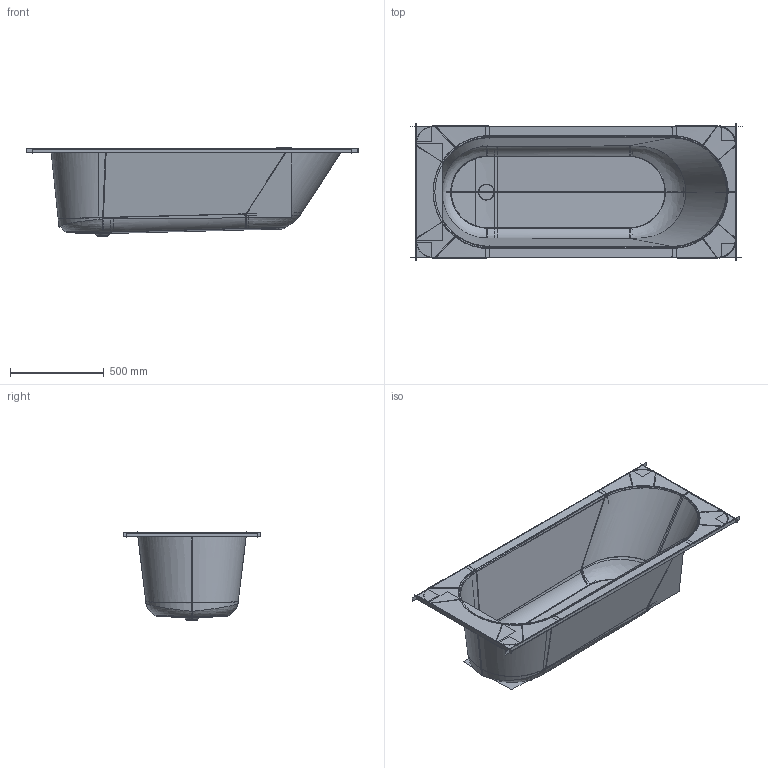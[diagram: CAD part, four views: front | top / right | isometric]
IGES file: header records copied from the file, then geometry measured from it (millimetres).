
Start section:  PTC IGES file: BQ177OBE2V.igs
Global section: file name: BQ177OBE2V.igs; native system: Pro/ENGINEER by Parametric Technology Corporation; preprocessor: 2003490; author: HRADIX; organization: Unknown; date: 040622.135713; units: millimetre
Bounding box: 1767.37 x 725.29 x 469.8 mm (x, y, z)
Surface area: 5246237.7 mm2 (no closed solid volume)
Topology: 0 solids, 0 shells, 202 faces, 2539 edges, 3299 vertices
Faces by surface type: bspline 142, revolution 60
